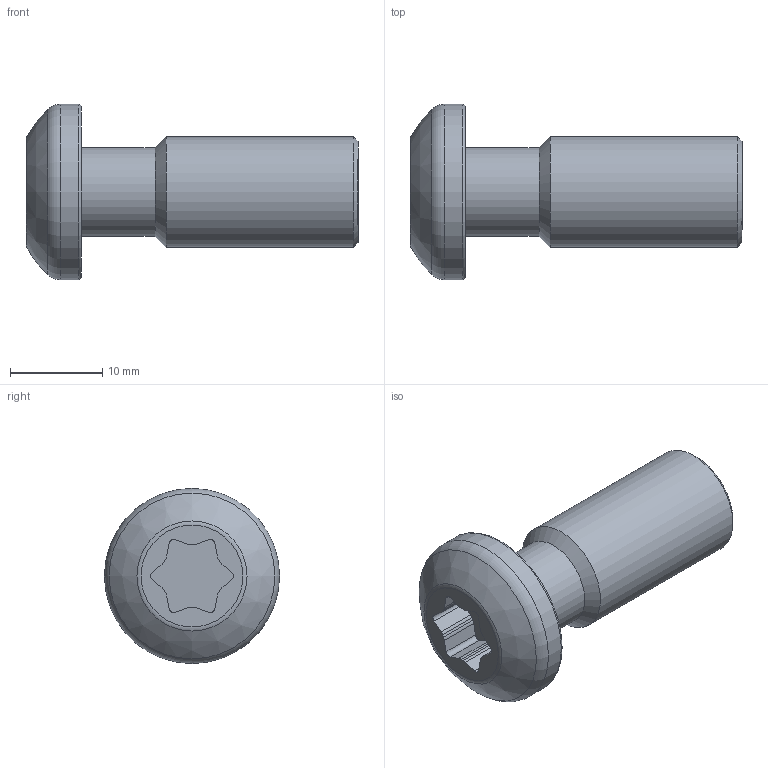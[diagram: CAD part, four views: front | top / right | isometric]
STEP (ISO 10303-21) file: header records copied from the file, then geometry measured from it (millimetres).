
FILE_DESCRIPTION(/* description */ (''),/* implementation_level */ '2;1');
FILE_NAME(/* name */ '201230.9.stp',/* time_stamp */ '2014-03-13T20:43:37+01:00',/* author */ ('jank'),/* organization */ ('Alutec K&K'),/* preprocessor_version */ 'ST-DEVELOPER v15.2',/* originating_system */ 'Autodesk Inventor 2014',/* authorisation */ '');
FILE_SCHEMA (('AUTOMOTIVE_DESIGN { 1 0 10303 214 3 1 1 }'));
Length unit declared in the file: millimetre
Products named in the file (1): 201230.9
Bounding box: 36 x 19 x 19 mm (x, y, z)
Volume: 4277.5 mm3; surface area: 2030.3 mm2
Topology: 1 solids, 1 shells, 49 faces, 130 edges, 85 vertices
Faces by surface type: cylinder 27, plane 16, torus 3, cone 2, bspline 1
Full cylindrical faces by diameter (mm): 9.6 x1, 12 x1, 19 x1
Entity records: 1554 total; most frequent: CARTESIAN_POINT 285, DIRECTION 280, ORIENTED_EDGE 244, EDGE_CURVE 122, AXIS2_PLACEMENT_3D 110, VERTEX_POINT 85, CIRCLE 61, LINE 60
